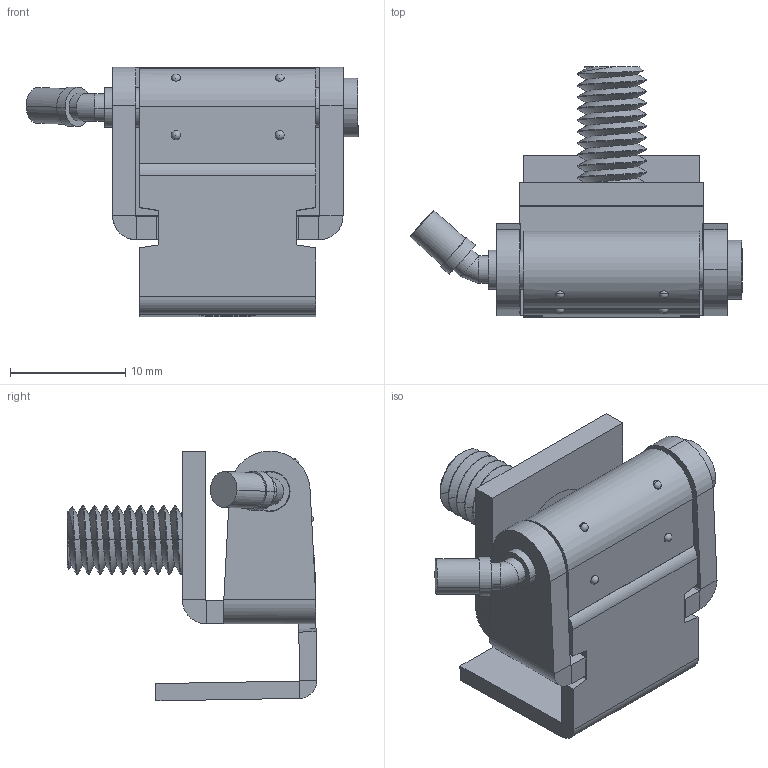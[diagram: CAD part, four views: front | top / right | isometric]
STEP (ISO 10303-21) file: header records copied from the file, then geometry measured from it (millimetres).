
FILE_DESCRIPTION (( 'STEP AP203' ), '1' );
FILE_NAME ('MG01.2.1.V1 Gizli Menteþe.STEP', '2025-08-20T12:07:19', ( '' ), ( '' ), 'SwSTEP 2.0', 'SolidWorks 2021', '' );
FILE_SCHEMA (( 'CONFIG_CONTROL_DESIGN' ));
Length unit declared in the file: millimetre
Products named in the file (5): 1209000272(M6 x 10 Çakma Vida); 1206100271(MG01 Mentee Pimi)_b〔［; MG01.2.1.V1 Gizli  Menteþe; 1251100269(MG01 Menteþe Gövde); 1252500270(MG01 Menteþe M. Sacý (Bakýr Kapl))_son
Assembly tree (4 placements, depth 2):
  MG01.2.1.V1 Gizli  Menteþe
    1251100269(MG01 Menteþe Gövde)
    1206100271(MG01 Mentee Pimi)_b〔［
    1209000272(M6 x 10 Çakma Vida)
    1252500270(MG01 Menteþe M. Sacý (Bakýr Kapl))_son
Bounding box: 28.82 x 21.69 x 21.68 mm (x, y, z)
Volume: 2512 mm3; surface area: 3698 mm2
Topology: 5 solids, 5 shells, 289 faces, 718 edges, 441 vertices
Faces by surface type: plane 147, cylinder 84, bspline 49, sphere 6, cone 2, torus 1
Entity records: 24341 total; most frequent: CARTESIAN_POINT 17544, ORIENTED_EDGE 1412, DIRECTION 1211, EDGE_CURVE 706, VERTEX_POINT 435, AXIS2_PLACEMENT_3D 433, LINE 345, VECTOR 345
